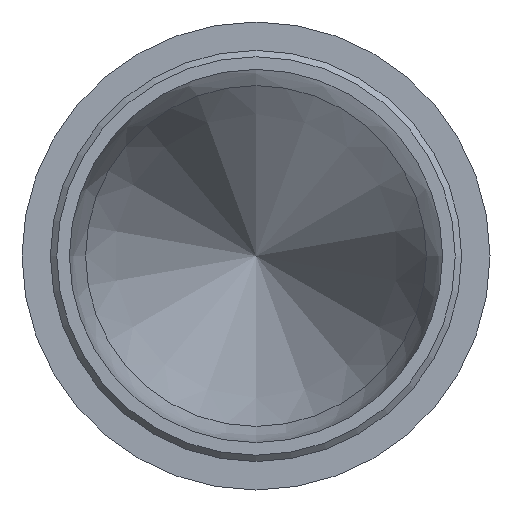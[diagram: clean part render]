
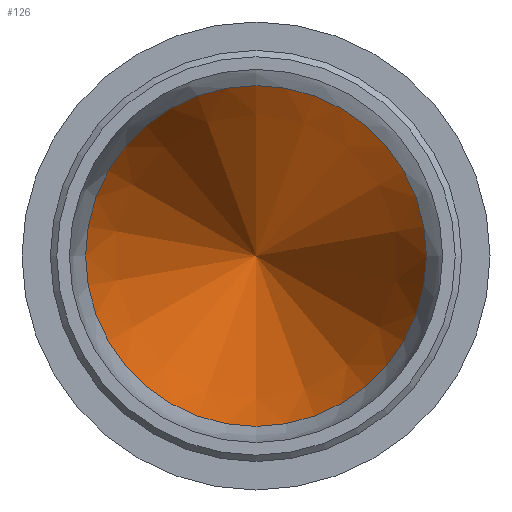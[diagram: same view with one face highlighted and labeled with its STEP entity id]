
A CAD part, front view. The second image highlights one B-rep face of the part: STEP entity #126.
In plain terms, the highlighted conical face has half-angle 18.409 degrees and reference radius 14.75 mm.
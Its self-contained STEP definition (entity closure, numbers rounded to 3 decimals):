
#28=FACE_OUTER_BOUND('',#38,.T.);
#38=EDGE_LOOP('',(#108,#109,#110));
#46=LINE('',#263,#51);
#51=VECTOR('',#199,14.75);
#58=CIRCLE('',#158,26.941);
#68=VERTEX_POINT('',#254);
#70=VERTEX_POINT('',#262);
#80=EDGE_CURVE('',#68,#68,#58,.T.);
#84=EDGE_CURVE('',#70,#68,#46,.T.);
#108=ORIENTED_EDGE('',*,*,#84,.T.);
#109=ORIENTED_EDGE('',*,*,#80,.F.);
#110=ORIENTED_EDGE('',*,*,#84,.F.);
#119=CONICAL_SURFACE('',#162,14.75,0.321);
#126=ADVANCED_FACE('',(#28),#119,.F.);
#158=AXIS2_PLACEMENT_3D('',#255,#188,#189);
#162=AXIS2_PLACEMENT_3D('',#261,#197,#198);
#188=DIRECTION('center_axis',(0.,1.,0.));
#189=DIRECTION('ref_axis',(1.,0.,0.));
#197=DIRECTION('center_axis',(0.,-1.,0.));
#198=DIRECTION('ref_axis',(0.,0.,1.));
#199=DIRECTION('',(0.,-0.949,-0.316));
#254=CARTESIAN_POINT('',(0.,26.722,-26.941));
#255=CARTESIAN_POINT('Origin',(0.,26.722,0.));
#261=CARTESIAN_POINT('Origin',(0.,63.351,0.));
#262=CARTESIAN_POINT('',(0.,107.667,0.));
#263=CARTESIAN_POINT('',(0.,63.351,-14.75));
